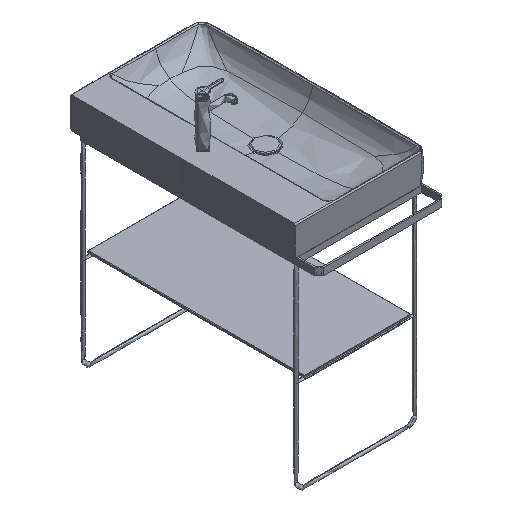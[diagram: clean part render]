
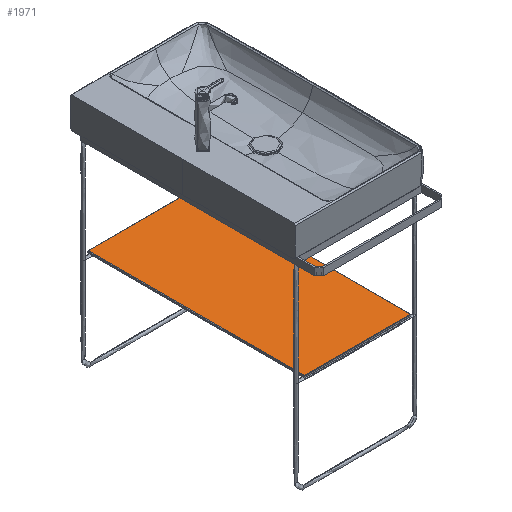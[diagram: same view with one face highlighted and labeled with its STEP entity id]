
A CAD part, isometric view. The second image highlights one B-rep face of the part: STEP entity #1971.
In plain terms, the highlighted planar face has unit normal (0, 0, 1).
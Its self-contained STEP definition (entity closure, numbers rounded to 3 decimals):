
#259=B_SPLINE_CURVE_WITH_KNOTS('',1,(#19253,#19254),.UNSPECIFIED.,.F.,.F.,
(2,2),(-377.,0.),.UNSPECIFIED.);
#273=B_SPLINE_CURVE_WITH_KNOTS('',1,(#19281,#19282),.UNSPECIFIED.,.F.,.F.,
(2,2),(-767.5,0.),.UNSPECIFIED.);
#275=B_SPLINE_CURVE_WITH_KNOTS('',1,(#19285,#19286),.UNSPECIFIED.,.F.,.F.,
(2,2),(0.,767.5),.UNSPECIFIED.);
#276=B_SPLINE_CURVE_WITH_KNOTS('',1,(#19287,#19288),.UNSPECIFIED.,.F.,.F.,
(2,2),(0.,377.),.UNSPECIFIED.);
#1971=ADVANCED_FACE('',(#3021),#15737,.T.);
#3021=FACE_OUTER_BOUND('',#4075,.T.);
#4075=EDGE_LOOP('',(#5395,#5396,#5397,#5398));
#5395=ORIENTED_EDGE('',*,*,#10208,.T.);
#5396=ORIENTED_EDGE('',*,*,#10192,.T.);
#5397=ORIENTED_EDGE('',*,*,#10206,.F.);
#5398=ORIENTED_EDGE('',*,*,#10209,.T.);
#10192=EDGE_CURVE('',#14111,#14112,#259,.T.);
#10206=EDGE_CURVE('',#14122,#14112,#273,.T.);
#10208=EDGE_CURVE('',#14123,#14111,#275,.T.);
#10209=EDGE_CURVE('',#14122,#14123,#276,.T.);
#14111=VERTEX_POINT('',#19220);
#14112=VERTEX_POINT('',#19221);
#14122=VERTEX_POINT('',#19231);
#14123=VERTEX_POINT('',#19232);
#15737=PLANE('',#16775);
#16775=AXIS2_PLACEMENT_3D('',#19206,#17016,$);
#17016=DIRECTION('',(0.,0.,1.));
#19206=CARTESIAN_POINT('',(8.846,459.538,-496.006));
#19220=CARTESIAN_POINT('',(423.606,382.728,-496.006));
#19221=CARTESIAN_POINT('',(46.606,382.728,-496.006));
#19231=CARTESIAN_POINT('',(46.606,-384.772,-496.006));
#19232=CARTESIAN_POINT('',(423.606,-384.772,-496.006));
#19253=CARTESIAN_POINT('',(423.606,382.728,-496.006));
#19254=CARTESIAN_POINT('',(46.606,382.728,-496.006));
#19281=CARTESIAN_POINT('',(46.606,-384.772,-496.006));
#19282=CARTESIAN_POINT('',(46.606,382.728,-496.006));
#19285=CARTESIAN_POINT('',(423.606,-384.772,-496.006));
#19286=CARTESIAN_POINT('',(423.606,382.728,-496.006));
#19287=CARTESIAN_POINT('',(46.606,-384.772,-496.006));
#19288=CARTESIAN_POINT('',(423.606,-384.772,-496.006));
